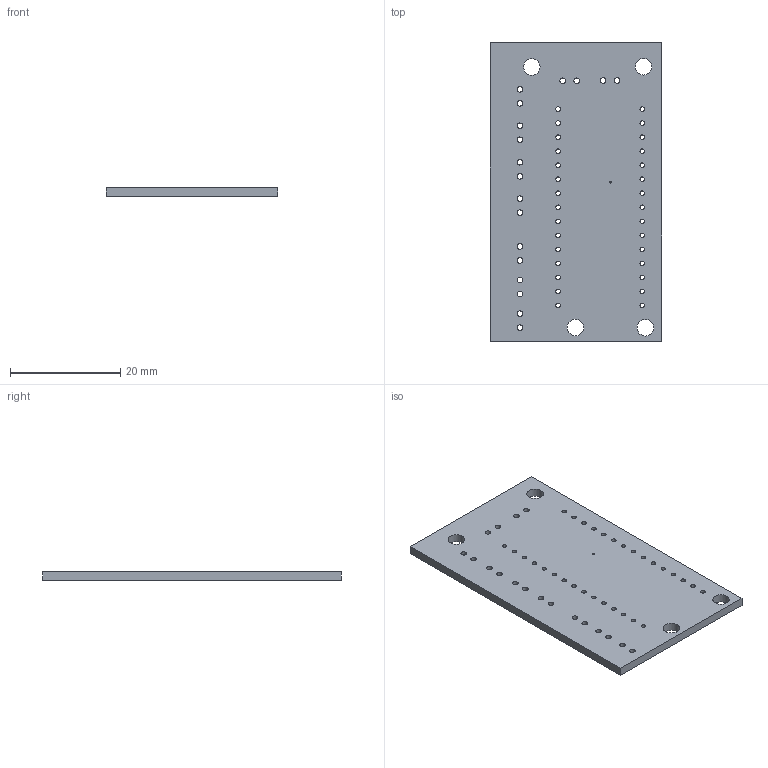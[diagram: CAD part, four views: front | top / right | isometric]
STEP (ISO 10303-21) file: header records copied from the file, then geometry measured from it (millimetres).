
FILE_DESCRIPTION(/* description */ (''),/* implementation_level */ '2;1');
FILE_NAME(/* name */ 'PCB Component.step',/* time_stamp */ '2020-09-02T14:46:28-05:00',/* author */ (''),/* organization */ (''),/* preprocessor_version */ 'ST-DEVELOPER v18.1',/* originating_system */ 'Autodesk Translation Framework v9.3.0.1241',/* authorisation */ '');
FILE_SCHEMA (('AUTOMOTIVE_DESIGN { 1 0 10303 214 3 1 1 }'));
Length unit declared in the file: millimetre
Products named in the file (2): PCB Component; Board
Assembly tree (1 placements, depth 2):
  PCB Component
    Board
Bounding box: 31.03 x 54.03 x 1.57 mm (x, y, z)
Volume: 2539 mm3; surface area: 3772.9 mm2
Topology: 1 solids, 1 shells, 59 faces, 171 edges, 114 vertices
Faces by surface type: cylinder 53, plane 6
Full cylindrical faces by diameter (mm): 0.35 x1, 0.813 x30, 1.016 x18, 3 x4
Entity records: 2339 total; most frequent: DIRECTION 401, CARTESIAN_POINT 347, ORIENTED_EDGE 342, EDGE_CURVE 171, AXIS2_PLACEMENT_3D 168, EDGE_LOOP 165, VERTEX_POINT 114, FACE_BOUND 106
